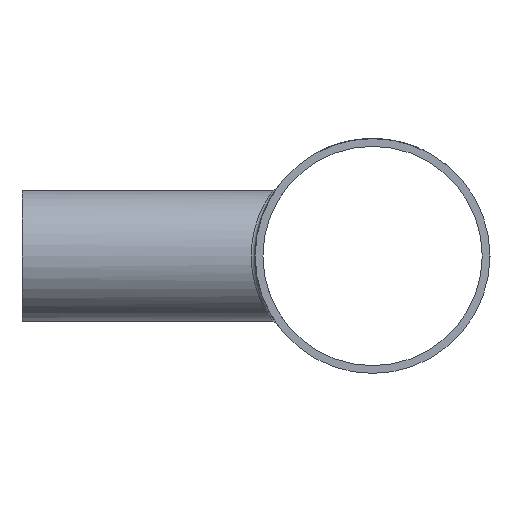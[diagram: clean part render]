
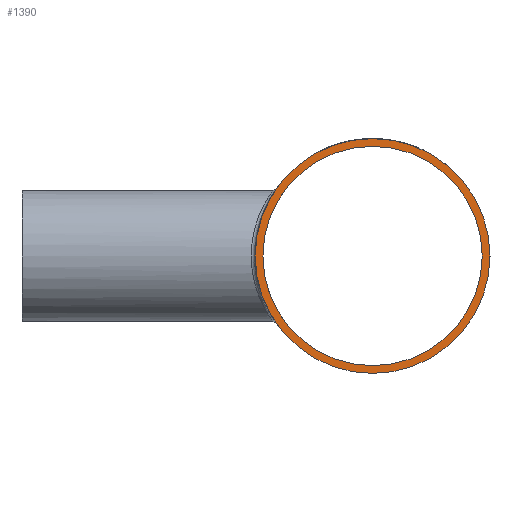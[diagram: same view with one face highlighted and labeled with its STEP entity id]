
A CAD part, left-side view. The second image highlights one B-rep face of the part: STEP entity #1390.
In plain terms, the highlighted planar face has unit normal (-1, 0, 0).
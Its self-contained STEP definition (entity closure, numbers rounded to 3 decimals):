
#1233 = DIRECTION ( 'NONE',  ( 0., 0., 1. ) ) ;
#1390 = ADVANCED_FACE ( 'NONE', ( #21845, #12650 ), #10763, .T. ) ;
#2024 = EDGE_CURVE ( 'NONE', #21585, #21585, #23162, .T. ) ;
#2080 = DIRECTION ( 'NONE',  ( -1., 0., 0. ) ) ;
#3971 = CARTESIAN_POINT ( 'NONE',  ( -90., 0., 0. ) ) ;
#4507 = VERTEX_POINT ( 'NONE', #12143 ) ;
#5126 = ORIENTED_EDGE ( 'NONE', *, *, #16386, .F. ) ;
#6237 = CARTESIAN_POINT ( 'NONE',  ( -90., 0., 30.15 ) ) ;
#7335 = EDGE_LOOP ( 'NONE', ( #9819 ) ) ;
#8598 = DIRECTION ( 'NONE',  ( 0., 0., 1. ) ) ;
#9819 = ORIENTED_EDGE ( 'NONE', *, *, #2024, .T. ) ;
#10384 = EDGE_LOOP ( 'NONE', ( #5126 ) ) ;
#10763 = PLANE ( 'NONE',  #20931 ) ;
#11367 = DIRECTION ( 'NONE',  ( 0., 0., 1. ) ) ;
#12143 = CARTESIAN_POINT ( 'NONE',  ( -90., 0., 28.15 ) ) ;
#12650 = FACE_OUTER_BOUND ( 'NONE', #7335, .T. ) ;
#12752 = DIRECTION ( 'NONE',  ( -1., 0., 0. ) ) ;
#16386 = EDGE_CURVE ( 'NONE', #4507, #4507, #16712, .T. ) ;
#16712 = CIRCLE ( 'NONE', #22706, 28.15 ) ;
#18444 = CARTESIAN_POINT ( 'NONE',  ( -90., 0., 0. ) ) ;
#18742 = AXIS2_PLACEMENT_3D ( 'NONE', #3971, #12752, #8598 ) ;
#20931 = AXIS2_PLACEMENT_3D ( 'NONE', #18444, #24252, #1233 ) ;
#21585 = VERTEX_POINT ( 'NONE', #6237 ) ;
#21845 = FACE_BOUND ( 'NONE', #10384, .T. ) ;
#22701 = CARTESIAN_POINT ( 'NONE',  ( -90., 0., 0. ) ) ;
#22706 = AXIS2_PLACEMENT_3D ( 'NONE', #22701, #2080, #11367 ) ;
#23162 = CIRCLE ( 'NONE', #18742, 30.15 ) ;
#24252 = DIRECTION ( 'NONE',  ( -1., 0., 0. ) ) ;
